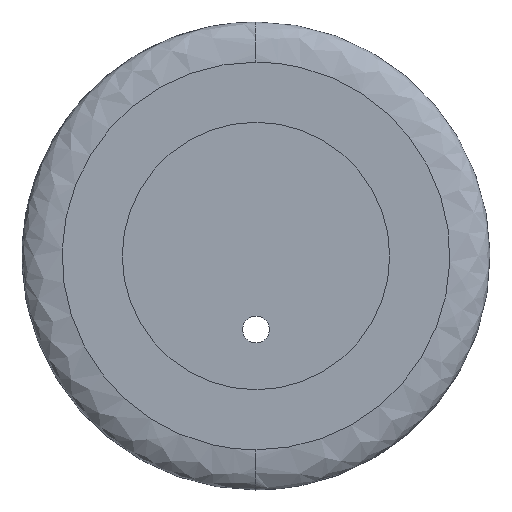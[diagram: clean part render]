
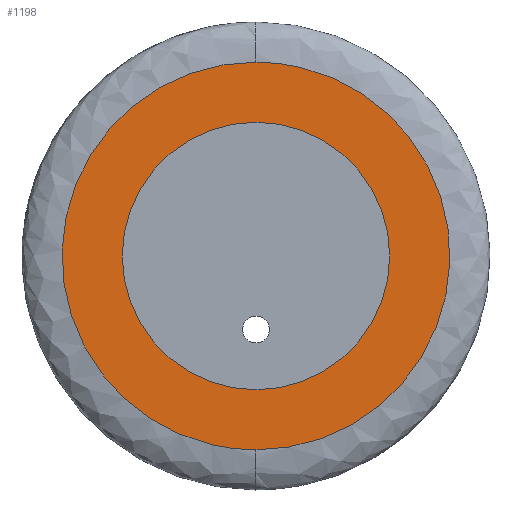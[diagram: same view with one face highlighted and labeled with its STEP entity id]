
A CAD part, front view. The second image highlights one B-rep face of the part: STEP entity #1198.
In plain terms, the highlighted planar face has unit normal (0, -1, 0).
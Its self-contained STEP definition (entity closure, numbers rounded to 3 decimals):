
#111 = EDGE_CURVE ( 'NONE', #2029, #4389, #2879, .T. ) ;
#131 = CARTESIAN_POINT ( 'NONE',  ( -14.407, 0., -1.892 ) ) ;
#183 = CARTESIAN_POINT ( 'NONE',  ( -8.849, 0., 11.525 ) ) ;
#211 = CARTESIAN_POINT ( 'NONE',  ( -13.033, 0., -6.425 ) ) ;
#229 = CARTESIAN_POINT ( 'NONE',  ( 14.407, 0., 1.892 ) ) ;
#236 = CARTESIAN_POINT ( 'NONE',  ( -9.582, 0., 10.924 ) ) ;
#248 = FACE_BOUND ( 'NONE', #4213, .T. ) ;
#251 = CARTESIAN_POINT ( 'NONE',  ( 12.586, 0., 7.261 ) ) ;
#276 = EDGE_CURVE ( 'NONE', #4389, #2029, #526, .T. ) ;
#401 = ORIENTED_EDGE ( 'NONE', *, *, #2295, .F. ) ;
#473 = CARTESIAN_POINT ( 'NONE',  ( 1.892, 0., -14.407 ) ) ;
#526 = B_SPLINE_CURVE_WITH_KNOTS ( 'NONE', 3,
 ( #1658, #3252, #4857, #1275, #3014, #2520, #1714, #183, #236, #3355, #936, #2909, #627, #989, #1423, #1766, #1792, #1817, #131, #4620, #2103, #211, #4986, #2178, #2128, #1402, #5009, #4124, #3806, #2967, #3406, #601, #1040, #4097 ),
 .UNSPECIFIED., .F., .F.,
 ( 4, 2, 2, 2, 2, 2, 2, 2, 2, 2, 2, 2, 2, 2, 2, 2, 4 ),
 ( 0., 0.031, 0.062, 0.094, 0.125, 0.156, 0.187, 0.219, 0.25, 0.281, 0.312, 0.344, 0.375, 0.406, 0.437, 0.469, 0.5 ),
 .UNSPECIFIED. ) ;
#537 = CARTESIAN_POINT ( 'NONE',  ( 0., 0., -10. ) ) ;
#571 = CARTESIAN_POINT ( 'NONE',  ( 7.261, 0., -12.586 ) ) ;
#601 = CARTESIAN_POINT ( 'NONE',  ( -1.892, 0., -14.407 ) ) ;
#619 = DIRECTION ( 'NONE',  ( 0., 1., 0. ) ) ;
#627 = CARTESIAN_POINT ( 'NONE',  ( -13.033, 0., 6.425 ) ) ;
#645 = CARTESIAN_POINT ( 'NONE',  ( 6.425, 0., 13.033 ) ) ;
#815 = CARTESIAN_POINT ( 'NONE',  ( 0., 0., 0. ) ) ;
#838 = CIRCLE ( 'NONE', #3753, 10. ) ;
#936 = CARTESIAN_POINT ( 'NONE',  ( -11.525, 0., 8.849 ) ) ;
#960 = CARTESIAN_POINT ( 'NONE',  ( 14.034, 0., -3.765 ) ) ;
#989 = CARTESIAN_POINT ( 'NONE',  ( -13.759, 0., 4.672 ) ) ;
#1011 = CARTESIAN_POINT ( 'NONE',  ( 10.924, 0., -9.582 ) ) ;
#1040 = CARTESIAN_POINT ( 'NONE',  ( -0.949, 0., -14.5 ) ) ;
#1056 = DIRECTION ( 'NONE',  ( 0., 0., 1. ) ) ;
#1060 = CARTESIAN_POINT ( 'NONE',  ( 9.582, 0., 10.924 ) ) ;
#1076 = CARTESIAN_POINT ( 'NONE',  ( 0., 0., 0. ) ) ;
#1130 = FACE_OUTER_BOUND ( 'NONE', #5128, .T. ) ;
#1198 = ADVANCED_FACE ( 'NONE', ( #248, #1130 ), #1831, .F. ) ;
#1275 = CARTESIAN_POINT ( 'NONE',  ( -3.765, 0., 14.034 ) ) ;
#1348 = CARTESIAN_POINT ( 'NONE',  ( 11.525, 0., -8.849 ) ) ;
#1374 = CARTESIAN_POINT ( 'NONE',  ( 0., 0., -14.5 ) ) ;
#1402 = CARTESIAN_POINT ( 'NONE',  ( -9.582, 0., -10.924 ) ) ;
#1423 = CARTESIAN_POINT ( 'NONE',  ( -14.034, 0., 3.765 ) ) ;
#1443 = CARTESIAN_POINT ( 'NONE',  ( 7.261, 0., 12.586 ) ) ;
#1495 = CARTESIAN_POINT ( 'NONE',  ( 0., 0., 10. ) ) ;
#1551 = VERTEX_POINT ( 'NONE', #537 ) ;
#1586 = ORIENTED_EDGE ( 'NONE', *, *, #4196, .F. ) ;
#1637 = DIRECTION ( 'NONE',  ( 0., 0., -1. ) ) ;
#1658 = CARTESIAN_POINT ( 'NONE',  ( 0., 0., 14.5 ) ) ;
#1714 = CARTESIAN_POINT ( 'NONE',  ( -7.261, 0., 12.586 ) ) ;
#1766 = CARTESIAN_POINT ( 'NONE',  ( -14.407, 0., 1.892 ) ) ;
#1788 = CARTESIAN_POINT ( 'NONE',  ( 14.5, 0., 0.949 ) ) ;
#1792 = CARTESIAN_POINT ( 'NONE',  ( -14.5, 0., 0.949 ) ) ;
#1813 = CARTESIAN_POINT ( 'NONE',  ( 14.034, 0., 3.765 ) ) ;
#1817 = CARTESIAN_POINT ( 'NONE',  ( -14.5, 0., -0.949 ) ) ;
#1831 = PLANE ( 'NONE',  #3974 ) ;
#1834 = CARTESIAN_POINT ( 'NONE',  ( 3.765, 0., 14.034 ) ) ;
#1935 = CIRCLE ( 'NONE', #4783, 10. ) ;
#2022 = CARTESIAN_POINT ( 'NONE',  ( 0.949, 0., 14.5 ) ) ;
#2029 = VERTEX_POINT ( 'NONE', #2547 ) ;
#2051 = CARTESIAN_POINT ( 'NONE',  ( 3.765, 0., -14.034 ) ) ;
#2103 = CARTESIAN_POINT ( 'NONE',  ( -13.759, 0., -4.672 ) ) ;
#2128 = CARTESIAN_POINT ( 'NONE',  ( -10.924, 0., -9.582 ) ) ;
#2149 = CARTESIAN_POINT ( 'NONE',  ( 6.425, 0., -13.033 ) ) ;
#2178 = CARTESIAN_POINT ( 'NONE',  ( -11.525, 0., -8.849 ) ) ;
#2219 = CARTESIAN_POINT ( 'NONE',  ( 11.525, 0., 8.849 ) ) ;
#2295 = EDGE_CURVE ( 'NONE', #1551, #4687, #1935, .T. ) ;
#2452 = CARTESIAN_POINT ( 'NONE',  ( 0., 0., 0. ) ) ;
#2520 = CARTESIAN_POINT ( 'NONE',  ( -6.425, 0., 13.033 ) ) ;
#2547 = CARTESIAN_POINT ( 'NONE',  ( 0., 0., -14.5 ) ) ;
#2634 = CARTESIAN_POINT ( 'NONE',  ( 8.849, 0., 11.525 ) ) ;
#2879 = B_SPLINE_CURVE_WITH_KNOTS ( 'NONE', 3,
 ( #1374, #2962, #473, #2051, #3653, #2149, #571, #3254, #4569, #1011, #1348, #2932, #3777, #4543, #960, #3749, #3803, #1788, #229, #1813, #3033, #3825, #251, #2219, #4638, #1060, #2634, #1443, #645, #3424, #1834, #5031, #2022, #4491 ),
 .UNSPECIFIED., .F., .F.,
 ( 4, 2, 2, 2, 2, 2, 2, 2, 2, 2, 2, 2, 2, 2, 2, 2, 4 ),
 ( 0.5, 0.531, 0.563, 0.594, 0.625, 0.656, 0.688, 0.719, 0.75, 0.781, 0.813, 0.844, 0.875, 0.906, 0.938, 0.969, 1. ),
 .UNSPECIFIED. ) ;
#2909 = CARTESIAN_POINT ( 'NONE',  ( -12.586, 0., 7.261 ) ) ;
#2932 = CARTESIAN_POINT ( 'NONE',  ( 12.586, 0., -7.261 ) ) ;
#2953 = ORIENTED_EDGE ( 'NONE', *, *, #111, .T. ) ;
#2962 = CARTESIAN_POINT ( 'NONE',  ( 0.949, 0., -14.5 ) ) ;
#2967 = CARTESIAN_POINT ( 'NONE',  ( -4.672, 0., -13.759 ) ) ;
#3014 = CARTESIAN_POINT ( 'NONE',  ( -4.672, 0., 13.759 ) ) ;
#3033 = CARTESIAN_POINT ( 'NONE',  ( 13.759, 0., 4.672 ) ) ;
#3213 = DIRECTION ( 'NONE',  ( 0., 0., -1. ) ) ;
#3252 = CARTESIAN_POINT ( 'NONE',  ( -0.949, 0., 14.5 ) ) ;
#3254 = CARTESIAN_POINT ( 'NONE',  ( 8.849, 0., -11.525 ) ) ;
#3256 = CARTESIAN_POINT ( 'NONE',  ( 0., 0., 14.5 ) ) ;
#3355 = CARTESIAN_POINT ( 'NONE',  ( -10.924, 0., 9.582 ) ) ;
#3406 = CARTESIAN_POINT ( 'NONE',  ( -3.765, 0., -14.034 ) ) ;
#3424 = CARTESIAN_POINT ( 'NONE',  ( 4.672, 0., 13.759 ) ) ;
#3653 = CARTESIAN_POINT ( 'NONE',  ( 4.672, 0., -13.759 ) ) ;
#3749 = CARTESIAN_POINT ( 'NONE',  ( 14.407, 0., -1.892 ) ) ;
#3753 = AXIS2_PLACEMENT_3D ( 'NONE', #815, #3911, #1637 ) ;
#3777 = CARTESIAN_POINT ( 'NONE',  ( 13.033, 0., -6.425 ) ) ;
#3803 = CARTESIAN_POINT ( 'NONE',  ( 14.5, 0., -0.949 ) ) ;
#3806 = CARTESIAN_POINT ( 'NONE',  ( -6.425, 0., -13.033 ) ) ;
#3825 = CARTESIAN_POINT ( 'NONE',  ( 13.033, 0., 6.425 ) ) ;
#3898 = ORIENTED_EDGE ( 'NONE', *, *, #276, .T. ) ;
#3911 = DIRECTION ( 'NONE',  ( 0., -1., 0. ) ) ;
#3974 = AXIS2_PLACEMENT_3D ( 'NONE', #1076, #619, #1056 ) ;
#4097 = CARTESIAN_POINT ( 'NONE',  ( 0., 0., -14.5 ) ) ;
#4124 = CARTESIAN_POINT ( 'NONE',  ( -7.261, 0., -12.586 ) ) ;
#4196 = EDGE_CURVE ( 'NONE', #4687, #1551, #838, .T. ) ;
#4213 = EDGE_LOOP ( 'NONE', ( #401, #1586 ) ) ;
#4340 = DIRECTION ( 'NONE',  ( 0., -1., 0. ) ) ;
#4389 = VERTEX_POINT ( 'NONE', #3256 ) ;
#4491 = CARTESIAN_POINT ( 'NONE',  ( 0., 0., 14.5 ) ) ;
#4543 = CARTESIAN_POINT ( 'NONE',  ( 13.759, 0., -4.672 ) ) ;
#4569 = CARTESIAN_POINT ( 'NONE',  ( 9.582, 0., -10.924 ) ) ;
#4620 = CARTESIAN_POINT ( 'NONE',  ( -14.034, 0., -3.765 ) ) ;
#4638 = CARTESIAN_POINT ( 'NONE',  ( 10.924, 0., 9.582 ) ) ;
#4687 = VERTEX_POINT ( 'NONE', #1495 ) ;
#4783 = AXIS2_PLACEMENT_3D ( 'NONE', #2452, #4340, #3213 ) ;
#4857 = CARTESIAN_POINT ( 'NONE',  ( -1.892, 0., 14.407 ) ) ;
#4986 = CARTESIAN_POINT ( 'NONE',  ( -12.586, 0., -7.261 ) ) ;
#5009 = CARTESIAN_POINT ( 'NONE',  ( -8.849, 0., -11.525 ) ) ;
#5031 = CARTESIAN_POINT ( 'NONE',  ( 1.892, 0., 14.407 ) ) ;
#5128 = EDGE_LOOP ( 'NONE', ( #3898, #2953 ) ) ;
